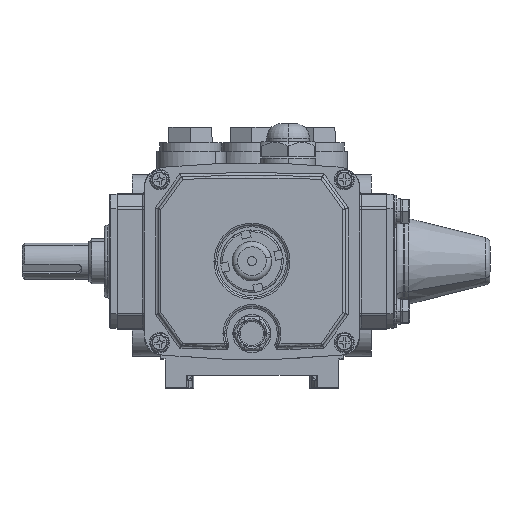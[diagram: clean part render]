
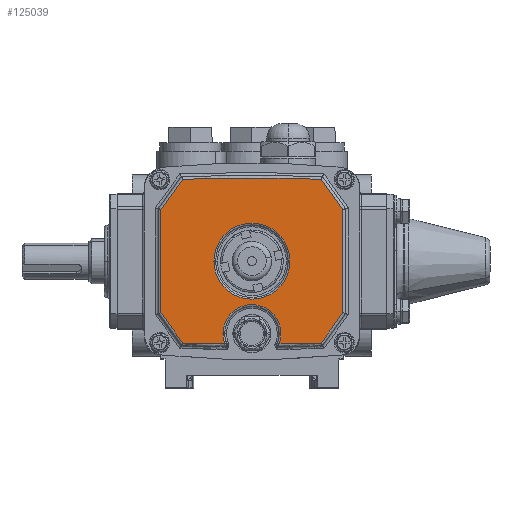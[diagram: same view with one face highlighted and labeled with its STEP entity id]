
A CAD part, top view. The second image highlights one B-rep face of the part: STEP entity #125039.
In plain terms, the highlighted planar face has unit normal (0, 0, 1).
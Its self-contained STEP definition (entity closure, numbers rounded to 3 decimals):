
#8420 = CIRCLE ( 'NONE', #272216, 1452.102 ) ;
#8468 = CIRCLE ( 'NONE', #272254, 1452.102 ) ;
#8511 = LINE ( 'NONE', #54567, #8520 ) ;
#8520 = VECTOR ( 'NONE', #54578, 1000. ) ;
#8523 = LINE ( 'NONE', #54601, #8535 ) ;
#8535 = VECTOR ( 'NONE', #54588, 1000. ) ;
#8555 = LINE ( 'NONE', #54664, #8561 ) ;
#8561 = VECTOR ( 'NONE', #54693, 1000. ) ;
#8572 = LINE ( 'NONE', #54805, #8586 ) ;
#8586 = VECTOR ( 'NONE', #54788, 1000. ) ;
#18124 = CARTESIAN_POINT ( 'NONE',  ( 16., -4., 243.75 ) ) ;
#18392 = CARTESIAN_POINT ( 'NONE',  ( 14.952, -9.696, 243.75 ) ) ;
#18441 = CARTESIAN_POINT ( 'NONE',  ( 21., 36., 243.75 ) ) ;
#18535 = CARTESIAN_POINT ( 'NONE',  ( -21., 36., 243.75 ) ) ;
#18544 = CARTESIAN_POINT ( 'NONE',  ( 38.216, -9.27, 243.75 ) ) ;
#25770 = CARTESIAN_POINT ( 'NONE',  ( 0., -1370.329, 243.75 ) ) ;
#25774 = PLANE ( 'NONE',  #142582 ) ;
#25796 = DIRECTION ( 'NONE',  ( 0., 0., -1. ) ) ;
#25800 = DIRECTION ( 'NONE',  ( -1., 0., 0. ) ) ;
#29175 = FACE_BOUND ( 'NONE', #191575, .T. ) ;
#29187 = FACE_OUTER_BOUND ( 'NONE', #191585, .T. ) ;
#54364 = CARTESIAN_POINT ( 'NONE',  ( 0., 1442.329, 243.75 ) ) ;
#54367 = DIRECTION ( 'NONE',  ( 0., 0., 1. ) ) ;
#54370 = DIRECTION ( 'NONE',  ( -1., 0., 0. ) ) ;
#54499 = CARTESIAN_POINT ( 'NONE',  ( 0., -1370.329, 243.75 ) ) ;
#54502 = DIRECTION ( 'NONE',  ( 0., 0., 1. ) ) ;
#54505 = DIRECTION ( 'NONE',  ( -1., 0., 0. ) ) ;
#54567 = CARTESIAN_POINT ( 'NONE',  ( -619.7, -925.192, 243.75 ) ) ;
#54578 = DIRECTION ( 'NONE',  ( 0.583, 0.812, 0. ) ) ;
#54588 = DIRECTION ( 'NONE',  ( 0., 1., 0. ) ) ;
#54601 = CARTESIAN_POINT ( 'NONE',  ( 50.25, -1370.329, 243.75 ) ) ;
#54664 = CARTESIAN_POINT ( 'NONE',  ( -713.019, -858.161, 243.75 ) ) ;
#54693 = DIRECTION ( 'NONE',  ( -0.583, -0.812, 0. ) ) ;
#54788 = DIRECTION ( 'NONE',  ( 0., -1., 0. ) ) ;
#54805 = CARTESIAN_POINT ( 'NONE',  ( -50.25, -1370.329, 243.75 ) ) ;
#55526 = CARTESIAN_POINT ( 'NONE',  ( 0., -4., 243.75 ) ) ;
#55529 = DIRECTION ( 'NONE',  ( 0., 0., -1. ) ) ;
#55533 = DIRECTION ( 'NONE',  ( -1., 0., 0. ) ) ;
#60504 = VERTEX_POINT ( 'NONE', #180212 ) ;
#60520 = VERTEX_POINT ( 'NONE', #180342 ) ;
#60569 = VERTEX_POINT ( 'NONE', #18124 ) ;
#60650 = VERTEX_POINT ( 'NONE', #18392 ) ;
#60664 = VERTEX_POINT ( 'NONE', #18441 ) ;
#60675 = VERTEX_POINT ( 'NONE', #18535 ) ;
#60679 = VERTEX_POINT ( 'NONE', #18544 ) ;
#62328 = CIRCLE ( 'NONE', #272467, 16. ) ;
#63051 = CIRCLE ( 'NONE', #272747, 16. ) ;
#63356 = CIRCLE ( 'NONE', #272884, 16. ) ;
#63543 = LINE ( 'NONE', #74957, #63554 ) ;
#63554 = VECTOR ( 'NONE', #74960, 1000. ) ;
#63574 = CIRCLE ( 'NONE', #272996, 21. ) ;
#63806 = CIRCLE ( 'NONE', #273094, 1452.102 ) ;
#63822 = LINE ( 'NONE', #75550, #63837 ) ;
#63837 = VECTOR ( 'NONE', #75559, 1000. ) ;
#64243 = CIRCLE ( 'NONE', #273238, 21. ) ;
#74110 = CARTESIAN_POINT ( 'NONE',  ( 0., -4., 243.75 ) ) ;
#74113 = DIRECTION ( 'NONE',  ( 0., 0., -1. ) ) ;
#74115 = DIRECTION ( 'NONE',  ( -1., 0., 0. ) ) ;
#74620 = CARTESIAN_POINT ( 'NONE',  ( 0., -4., 243.75 ) ) ;
#74623 = DIRECTION ( 'NONE',  ( 0., 0., -1. ) ) ;
#74626 = DIRECTION ( 'NONE',  ( -1., 0., 0. ) ) ;
#74957 = CARTESIAN_POINT ( 'NONE',  ( 713.019, -858.161, 243.75 ) ) ;
#74960 = DIRECTION ( 'NONE',  ( -0.583, 0.812, 0. ) ) ;
#75022 = CARTESIAN_POINT ( 'NONE',  ( 0., 36., 243.75 ) ) ;
#75025 = DIRECTION ( 'NONE',  ( 0., 0., -1. ) ) ;
#75027 = DIRECTION ( 'NONE',  ( -1., 0., 0. ) ) ;
#75532 = CARTESIAN_POINT ( 'NONE',  ( 0., 1442.329, 243.75 ) ) ;
#75536 = DIRECTION ( 'NONE',  ( 0., 0., 1. ) ) ;
#75541 = DIRECTION ( 'NONE',  ( -1., 0., 0. ) ) ;
#75550 = CARTESIAN_POINT ( 'NONE',  ( 619.7, -925.192, 243.75 ) ) ;
#75559 = DIRECTION ( 'NONE',  ( 0.583, -0.812, 0. ) ) ;
#76841 = CARTESIAN_POINT ( 'NONE',  ( 0., 36., 243.75 ) ) ;
#76846 = DIRECTION ( 'NONE',  ( 0., 0., -1. ) ) ;
#76850 = DIRECTION ( 'NONE',  ( -1., 0., 0. ) ) ;
#114575 = CARTESIAN_POINT ( 'NONE',  ( 50.25, 7.483, 243.75 ) ) ;
#114582 = CARTESIAN_POINT ( 'NONE',  ( -38.216, -9.27, 243.75 ) ) ;
#114595 = CARTESIAN_POINT ( 'NONE',  ( 50.25, 64.517, 243.75 ) ) ;
#114599 = CARTESIAN_POINT ( 'NONE',  ( 38.216, 81.27, 243.75 ) ) ;
#114604 = CARTESIAN_POINT ( 'NONE',  ( -38.216, 81.27, 243.75 ) ) ;
#114608 = CARTESIAN_POINT ( 'NONE',  ( -50.25, 64.517, 243.75 ) ) ;
#114613 = CARTESIAN_POINT ( 'NONE',  ( -50.25, 7.483, 243.75 ) ) ;
#125039 = ADVANCED_FACE ( 'NONE', ( #29175, #29187 ), #25774, .F. ) ;
#142582 = AXIS2_PLACEMENT_3D ( 'NONE', #25770, #25796, #25800 ) ;
#180212 = CARTESIAN_POINT ( 'NONE',  ( -14.952, -9.696, 243.75 ) ) ;
#180342 = CARTESIAN_POINT ( 'NONE',  ( -16., -4., 243.75 ) ) ;
#191575 = EDGE_LOOP ( 'NONE', ( #216523, #216524 ) ) ;
#191585 = EDGE_LOOP ( 'NONE', ( #216525, #216526, #216527, #216528, #216529, #216530, #216531, #216532, #216533, #216534, #216535, #216536 ) ) ;
#216523 = ORIENTED_EDGE ( 'NONE', *, *, #269128, .T. ) ;
#216524 = ORIENTED_EDGE ( 'NONE', *, *, #268790, .T. ) ;
#216525 = ORIENTED_EDGE ( 'NONE', *, *, #267896, .T. ) ;
#216526 = ORIENTED_EDGE ( 'NONE', *, *, #268522, .T. ) ;
#216527 = ORIENTED_EDGE ( 'NONE', *, *, #268679, .T. ) ;
#216528 = ORIENTED_EDGE ( 'NONE', *, *, #268171, .T. ) ;
#216529 = ORIENTED_EDGE ( 'NONE', *, *, #268902, .T. ) ;
#216530 = ORIENTED_EDGE ( 'NONE', *, *, #267963, .T. ) ;
#216531 = ORIENTED_EDGE ( 'NONE', *, *, #267973, .T. ) ;
#216532 = ORIENTED_EDGE ( 'NONE', *, *, #268776, .T. ) ;
#216533 = ORIENTED_EDGE ( 'NONE', *, *, #267933, .T. ) ;
#216534 = ORIENTED_EDGE ( 'NONE', *, *, #267999, .T. ) ;
#216535 = ORIENTED_EDGE ( 'NONE', *, *, #268023, .T. ) ;
#216536 = ORIENTED_EDGE ( 'NONE', *, *, #268908, .T. ) ;
#267896 = EDGE_CURVE ( 'NONE', #309125, #60504, #8420, .T. ) ;
#267933 = EDGE_CURVE ( 'NONE', #309137, #309141, #8468, .T. ) ;
#267963 = EDGE_CURVE ( 'NONE', #60679, #309118, #8511, .T. ) ;
#267973 = EDGE_CURVE ( 'NONE', #309118, #309134, #8523, .T. ) ;
#267999 = EDGE_CURVE ( 'NONE', #309141, #309144, #8555, .T. ) ;
#268023 = EDGE_CURVE ( 'NONE', #309144, #309147, #8572, .T. ) ;
#268171 = EDGE_CURVE ( 'NONE', #60569, #60650, #62328, .T. ) ;
#268522 = EDGE_CURVE ( 'NONE', #60504, #60520, #63051, .T. ) ;
#268679 = EDGE_CURVE ( 'NONE', #60520, #60569, #63356, .T. ) ;
#268776 = EDGE_CURVE ( 'NONE', #309134, #309137, #63543, .T. ) ;
#268790 = EDGE_CURVE ( 'NONE', #60664, #60675, #63574, .T. ) ;
#268902 = EDGE_CURVE ( 'NONE', #60650, #60679, #63806, .T. ) ;
#268908 = EDGE_CURVE ( 'NONE', #309147, #309125, #63822, .T. ) ;
#269128 = EDGE_CURVE ( 'NONE', #60675, #60664, #64243, .T. ) ;
#272216 = AXIS2_PLACEMENT_3D ( 'NONE', #54364, #54367, #54370 ) ;
#272254 = AXIS2_PLACEMENT_3D ( 'NONE', #54499, #54502, #54505 ) ;
#272467 = AXIS2_PLACEMENT_3D ( 'NONE', #55526, #55529, #55533 ) ;
#272747 = AXIS2_PLACEMENT_3D ( 'NONE', #74110, #74113, #74115 ) ;
#272884 = AXIS2_PLACEMENT_3D ( 'NONE', #74620, #74623, #74626 ) ;
#272996 = AXIS2_PLACEMENT_3D ( 'NONE', #75022, #75025, #75027 ) ;
#273094 = AXIS2_PLACEMENT_3D ( 'NONE', #75532, #75536, #75541 ) ;
#273238 = AXIS2_PLACEMENT_3D ( 'NONE', #76841, #76846, #76850 ) ;
#309118 = VERTEX_POINT ( 'NONE', #114575 ) ;
#309125 = VERTEX_POINT ( 'NONE', #114582 ) ;
#309134 = VERTEX_POINT ( 'NONE', #114595 ) ;
#309137 = VERTEX_POINT ( 'NONE', #114599 ) ;
#309141 = VERTEX_POINT ( 'NONE', #114604 ) ;
#309144 = VERTEX_POINT ( 'NONE', #114608 ) ;
#309147 = VERTEX_POINT ( 'NONE', #114613 ) ;
